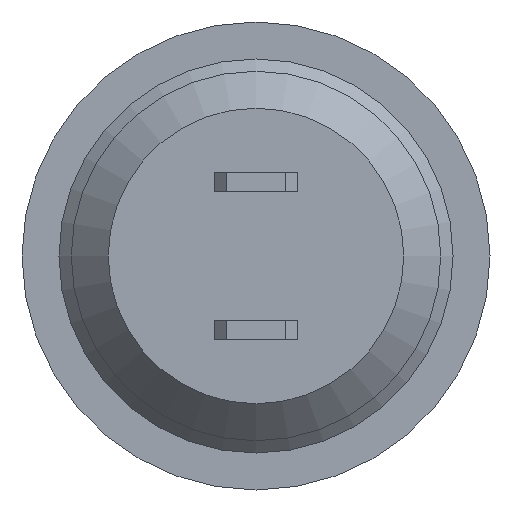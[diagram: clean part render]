
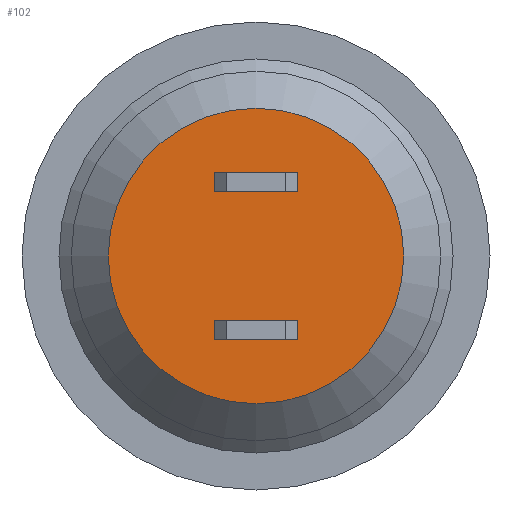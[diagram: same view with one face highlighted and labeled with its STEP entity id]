
A CAD part, front view. The second image highlights one B-rep face of the part: STEP entity #102.
In plain terms, the highlighted planar face has unit normal (0, -1, 0).
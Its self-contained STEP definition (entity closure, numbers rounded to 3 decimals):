
#102=ADVANCED_FACE('',(#426),#428,.T.);
#426=FACE_BOUND('',#427,.T.);
#427=EDGE_LOOP('',(#707));
#428=PLANE('',#429);
#429=AXIS2_PLACEMENT_3D('',#430,#431,#432);
#430=CARTESIAN_POINT('',(0.,-3.,0.));
#431=DIRECTION('',(0.,-1.,0.));
#432=DIRECTION('',(-1.,0.,0.));
#707=ORIENTED_EDGE('',*,*,#820,.T.);
#820=EDGE_CURVE('',#878,#878,#879,.T.);
#878=VERTEX_POINT('',#983);
#879=CIRCLE('',#984,6.);
#983=CARTESIAN_POINT('',(-6.,-3.,0.));
#984=AXIS2_PLACEMENT_3D('',#985,#986,#987);
#985=CARTESIAN_POINT('',(0.,-3.,0.));
#986=DIRECTION('',(0.,-1.,0.));
#987=DIRECTION('',(-1.,0.,0.));
